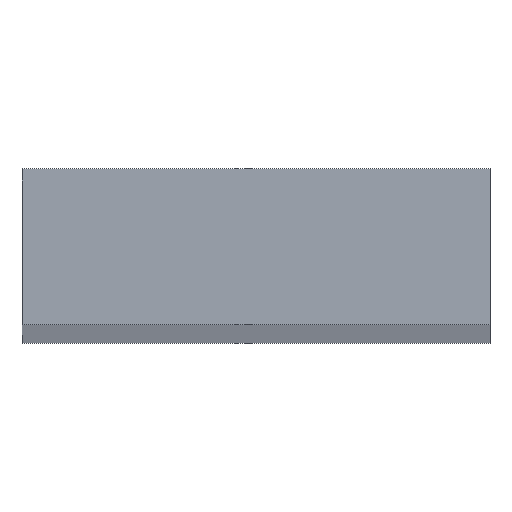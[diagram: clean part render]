
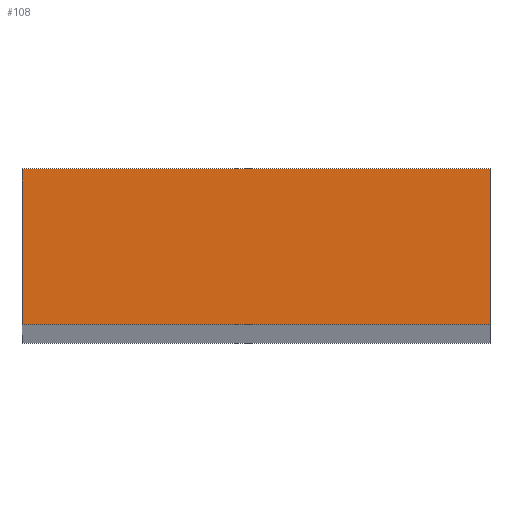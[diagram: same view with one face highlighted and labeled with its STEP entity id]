
A CAD part, top view. The second image highlights one B-rep face of the part: STEP entity #108.
In plain terms, the highlighted planar face has unit normal (0, 0, 1).
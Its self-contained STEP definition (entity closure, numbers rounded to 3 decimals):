
#15=FACE_OUTER_BOUND('',#21,.T.);
#21=EDGE_LOOP('',(#74,#75,#76,#77));
#30=LINE('',#178,#42);
#31=LINE('',#180,#43);
#32=LINE('',#182,#44);
#33=LINE('',#183,#45);
#42=VECTOR('',#149,10.);
#43=VECTOR('',#150,10.);
#44=VECTOR('',#151,10.);
#45=VECTOR('',#152,10.);
#54=VERTEX_POINT('',#176);
#55=VERTEX_POINT('',#177);
#56=VERTEX_POINT('',#179);
#57=VERTEX_POINT('',#181);
#62=EDGE_CURVE('',#54,#55,#30,.T.);
#63=EDGE_CURVE('',#55,#56,#31,.T.);
#64=EDGE_CURVE('',#56,#57,#32,.T.);
#65=EDGE_CURVE('',#57,#54,#33,.T.);
#74=ORIENTED_EDGE('',*,*,#62,.T.);
#75=ORIENTED_EDGE('',*,*,#63,.T.);
#76=ORIENTED_EDGE('',*,*,#64,.T.);
#77=ORIENTED_EDGE('',*,*,#65,.T.);
#95=PLANE('',#134);
#108=ADVANCED_FACE('',(#15),#95,.T.);
#134=AXIS2_PLACEMENT_3D('',#175,#147,#148);
#147=DIRECTION('center_axis',(0.,0.,1.));
#148=DIRECTION('ref_axis',(1.,0.,0.));
#149=DIRECTION('',(-1.,0.,0.));
#150=DIRECTION('',(0.,-1.,0.));
#151=DIRECTION('',(1.,0.,0.));
#152=DIRECTION('',(0.,1.,0.));
#175=CARTESIAN_POINT('Origin',(22.5,7.5,100.));
#176=CARTESIAN_POINT('',(45.,15.,100.));
#177=CARTESIAN_POINT('',(0.,15.,100.));
#178=CARTESIAN_POINT('',(45.,15.,100.));
#179=CARTESIAN_POINT('',(0.,0.,100.));
#180=CARTESIAN_POINT('',(0.,15.,100.));
#181=CARTESIAN_POINT('',(45.,0.,100.));
#182=CARTESIAN_POINT('',(0.,0.,100.));
#183=CARTESIAN_POINT('',(45.,0.,100.));
